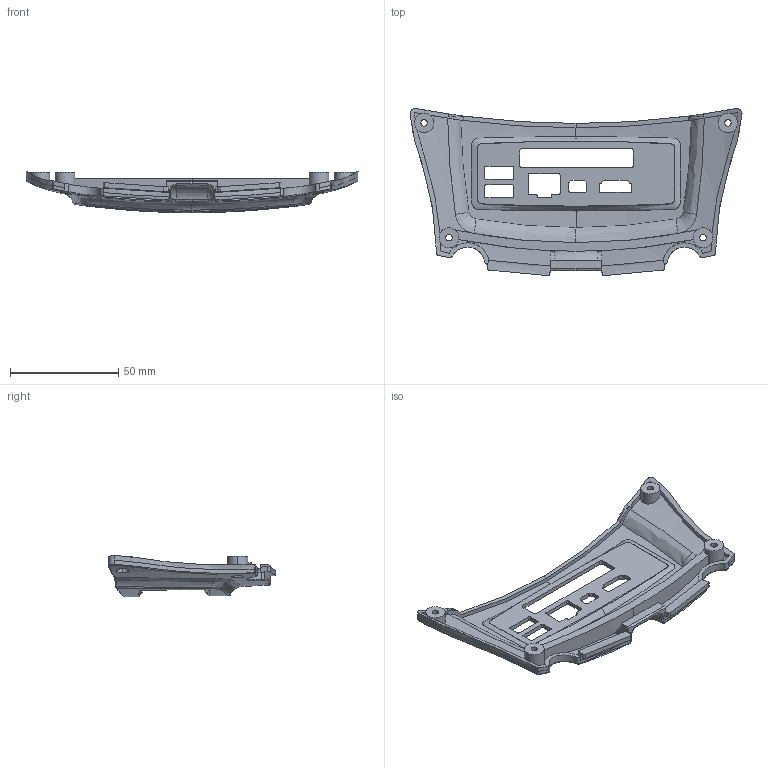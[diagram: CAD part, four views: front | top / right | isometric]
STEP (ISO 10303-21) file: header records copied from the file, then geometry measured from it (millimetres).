
FILE_DESCRIPTION (( 'STEP AP203' ), '1' );
FILE_NAME ('2015-09-25_Oberkoerper_PC-Deckel.STEP', '2015-09-25T13:04:53', ( 'Anwender' ), ( '' ), 'SwSTEP 2.0', 'SolidWorks 2014', '' );
FILE_SCHEMA (( 'CONFIG_CONTROL_DESIGN' ));
Length unit declared in the file: millimetre
Products named in the file (1): 2015-09-25_Oberkoerper_PC-Deckel
Bounding box: 153.61 x 77.33 x 19.23 mm (x, y, z)
Volume: 25045.5 mm3; surface area: 24782.3 mm2
Topology: 1 solids, 1 shells, 330 faces, 915 edges, 591 vertices
Faces by surface type: bspline 168, cylinder 99, plane 59, sphere 2, torus 2
Entity records: 24559 total; most frequent: CARTESIAN_POINT 17310, ORIENTED_EDGE 1830, DIRECTION 1004, EDGE_CURVE 915, VERTEX_POINT 591, B_SPLINE_CURVE_WITH_KNOTS 441, AXIS2_PLACEMENT_3D 367, EDGE_LOOP 354
